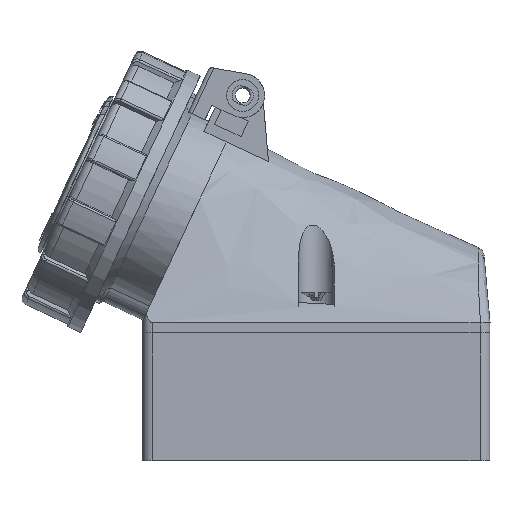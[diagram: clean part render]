
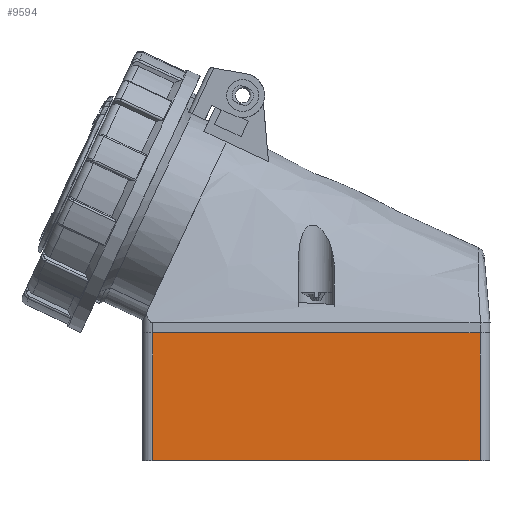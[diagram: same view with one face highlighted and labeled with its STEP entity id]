
A CAD part, left-side view. The second image highlights one B-rep face of the part: STEP entity #9594.
In plain terms, the highlighted planar face has unit normal (-1, 0, 0).
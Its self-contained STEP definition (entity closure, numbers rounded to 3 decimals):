
#533=PLANE('',#10411);
#1026=FACE_OUTER_BOUND('',#1555,.T.);
#1555=EDGE_LOOP('',(#7807,#7808,#7809,#7810));
#2532=LINE('',#18086,#3256);
#2618=LINE('',#18284,#3342);
#2619=LINE('',#18288,#3343);
#2620=LINE('',#18289,#3344);
#3256=VECTOR('',#12262,1.);
#3342=VECTOR('',#12444,1.);
#3343=VECTOR('',#12449,1.);
#3344=VECTOR('',#12450,1.);
#4178=VERTEX_POINT('',#18083);
#4179=VERTEX_POINT('',#18085);
#4243=VERTEX_POINT('',#18283);
#4244=VERTEX_POINT('',#18287);
#5384=EDGE_CURVE('',#4179,#4178,#2532,.T.);
#5487=EDGE_CURVE('',#4243,#4179,#2618,.T.);
#5489=EDGE_CURVE('',#4244,#4178,#2619,.T.);
#5490=EDGE_CURVE('',#4243,#4244,#2620,.T.);
#7807=ORIENTED_EDGE('',*,*,#5489,.F.);
#7808=ORIENTED_EDGE('',*,*,#5490,.F.);
#7809=ORIENTED_EDGE('',*,*,#5487,.T.);
#7810=ORIENTED_EDGE('',*,*,#5384,.T.);
#9594=ADVANCED_FACE('',(#1026),#533,.T.);
#10411=AXIS2_PLACEMENT_3D('',#18286,#12447,#12448);
#12262=DIRECTION('',(0.,-1.,0.));
#12444=DIRECTION('',(0.,0.,-1.));
#12447=DIRECTION('center_axis',(-1.,0.,0.));
#12448=DIRECTION('ref_axis',(0.,1.,0.));
#12449=DIRECTION('',(0.,0.,-1.));
#12450=DIRECTION('',(0.,-1.,0.));
#18083=CARTESIAN_POINT('',(-32.,-41.,-14.));
#18085=CARTESIAN_POINT('',(-32.,41.,-14.));
#18086=CARTESIAN_POINT('',(-32.,-41.,-14.));
#18283=CARTESIAN_POINT('',(-32.,41.,18.));
#18284=CARTESIAN_POINT('',(-32.,41.,18.));
#18286=CARTESIAN_POINT('Origin',(-32.,41.,18.));
#18287=CARTESIAN_POINT('',(-32.,-41.,18.));
#18288=CARTESIAN_POINT('',(-32.,-41.,18.));
#18289=CARTESIAN_POINT('',(-32.,43.5,18.));
